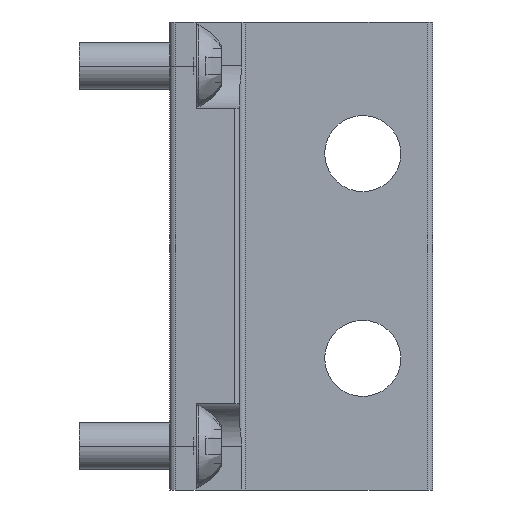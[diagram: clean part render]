
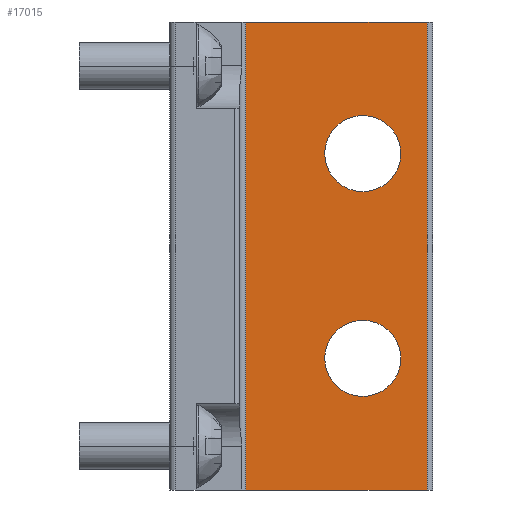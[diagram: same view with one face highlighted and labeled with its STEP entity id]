
A CAD part, left-side view. The second image highlights one B-rep face of the part: STEP entity #17015.
In plain terms, the highlighted planar face has unit normal (-1, 0, 0).
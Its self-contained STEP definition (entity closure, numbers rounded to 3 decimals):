
#16515=AXIS2_PLACEMENT_3D('Circle Axis2P3D',#16513,#16514,$) ;
#16539=AXIS2_PLACEMENT_3D('Circle Axis2P3D',#16537,#16538,$) ;
#16567=AXIS2_PLACEMENT_3D('Circle Axis2P3D',#16565,#16566,$) ;
#16591=AXIS2_PLACEMENT_3D('Circle Axis2P3D',#16589,#16590,$) ;
#16987=AXIS2_PLACEMENT_3D('Plane Axis2P3D',#16984,#16985,#16986) ;
#15618=CARTESIAN_POINT('Vertex',(-279.5,-394.,257.)) ;
#15621=CARTESIAN_POINT('Line Origine',(-279.5,-378.5,257.)) ;
#15625=CARTESIAN_POINT('Vertex',(-279.5,-363.,257.)) ;
#15873=CARTESIAN_POINT('Line Origine',(-279.5,-363.,297.)) ;
#15877=CARTESIAN_POINT('Vertex',(-279.5,-363.,337.)) ;
#16510=CARTESIAN_POINT('Vertex',(-279.5,-388.704,317.616)) ;
#16513=CARTESIAN_POINT('Axis2P3D Location',(-279.5,-383.,314.5)) ;
#16517=CARTESIAN_POINT('Vertex',(-279.5,-377.296,311.384)) ;
#16537=CARTESIAN_POINT('Axis2P3D Location',(-279.5,-383.,314.5)) ;
#16562=CARTESIAN_POINT('Vertex',(-279.5,-388.704,282.616)) ;
#16565=CARTESIAN_POINT('Axis2P3D Location',(-279.5,-383.,279.5)) ;
#16569=CARTESIAN_POINT('Vertex',(-279.5,-377.296,276.384)) ;
#16589=CARTESIAN_POINT('Axis2P3D Location',(-279.5,-383.,279.5)) ;
#16984=CARTESIAN_POINT('Axis2P3D Location',(-279.5,-362.,297.)) ;
#16989=CARTESIAN_POINT('Line Origine',(-279.5,-394.,297.)) ;
#16993=CARTESIAN_POINT('Vertex',(-279.5,-394.,337.)) ;
#16996=CARTESIAN_POINT('Line Origine',(-279.5,-378.5,337.)) ;
#15622=DIRECTION('Vector Direction',(0.,-1.,0.)) ;
#15874=DIRECTION('Vector Direction',(0.,0.,1.)) ;
#16514=DIRECTION('Axis2P3D Direction',(-1.,0.,0.)) ;
#16538=DIRECTION('Axis2P3D Direction',(-1.,0.,0.)) ;
#16566=DIRECTION('Axis2P3D Direction',(-1.,0.,0.)) ;
#16590=DIRECTION('Axis2P3D Direction',(-1.,0.,0.)) ;
#16985=DIRECTION('Axis2P3D Direction',(-1.,0.,0.)) ;
#16986=DIRECTION('Axis2P3D XDirection',(0.,-1.,0.)) ;
#16990=DIRECTION('Vector Direction',(0.,0.,1.)) ;
#16997=DIRECTION('Vector Direction',(0.,-1.,0.)) ;
#15623=VECTOR('Line Direction',#15622,1.) ;
#15875=VECTOR('Line Direction',#15874,1.) ;
#16991=VECTOR('Line Direction',#16990,1.) ;
#16998=VECTOR('Line Direction',#16997,1.) ;
#17002=ORIENTED_EDGE('',*,*,#16995,.T.) ;
#17003=ORIENTED_EDGE('',*,*,#17000,.F.) ;
#17004=ORIENTED_EDGE('',*,*,#15879,.T.) ;
#17005=ORIENTED_EDGE('',*,*,#15627,.T.) ;
#17008=ORIENTED_EDGE('',*,*,#16593,.F.) ;
#17009=ORIENTED_EDGE('',*,*,#16571,.F.) ;
#17012=ORIENTED_EDGE('',*,*,#16541,.F.) ;
#17013=ORIENTED_EDGE('',*,*,#16519,.F.) ;
#17010=FACE_BOUND('',#17007,.T.) ;
#17014=FACE_BOUND('',#17011,.T.) ;
#17015=ADVANCED_FACE('RB0349001_1PA_001_04_N2_4000_FP_TERMINAL_SHORT.16\\PartBody',(#17006,#17010,#17014),#16988,.T.) ;
#16516=CIRCLE('generated circle',#16515,6.5) ;
#16540=CIRCLE('generated circle',#16539,6.5) ;
#16568=CIRCLE('generated circle',#16567,6.5) ;
#16592=CIRCLE('generated circle',#16591,6.5) ;
#15627=EDGE_CURVE('',#15626,#15619,#15624,.T.) ;
#15879=EDGE_CURVE('',#15878,#15626,#15876,.F.) ;
#16519=EDGE_CURVE('',#16511,#16518,#16516,.T.) ;
#16541=EDGE_CURVE('',#16518,#16511,#16540,.T.) ;
#16571=EDGE_CURVE('',#16563,#16570,#16568,.T.) ;
#16593=EDGE_CURVE('',#16570,#16563,#16592,.T.) ;
#16995=EDGE_CURVE('',#15619,#16994,#16992,.T.) ;
#17000=EDGE_CURVE('',#15878,#16994,#16999,.T.) ;
#17001=EDGE_LOOP('',(#17002,#17003,#17004,#17005)) ;
#17007=EDGE_LOOP('',(#17008,#17009)) ;
#17011=EDGE_LOOP('',(#17012,#17013)) ;
#17006=FACE_OUTER_BOUND('',#17001,.T.) ;
#15624=LINE('Line',#15621,#15623) ;
#15876=LINE('Line',#15873,#15875) ;
#16992=LINE('Line',#16989,#16991) ;
#16999=LINE('Line',#16996,#16998) ;
#16988=PLANE('',#16987) ;
#15619=VERTEX_POINT('',#15618) ;
#15626=VERTEX_POINT('',#15625) ;
#15878=VERTEX_POINT('',#15877) ;
#16511=VERTEX_POINT('',#16510) ;
#16518=VERTEX_POINT('',#16517) ;
#16563=VERTEX_POINT('',#16562) ;
#16570=VERTEX_POINT('',#16569) ;
#16994=VERTEX_POINT('',#16993) ;
